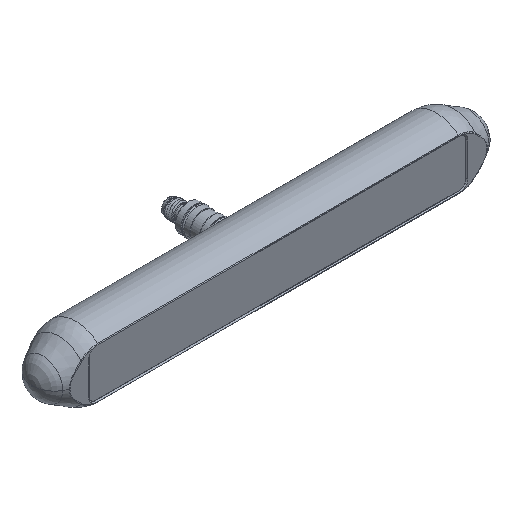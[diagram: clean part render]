
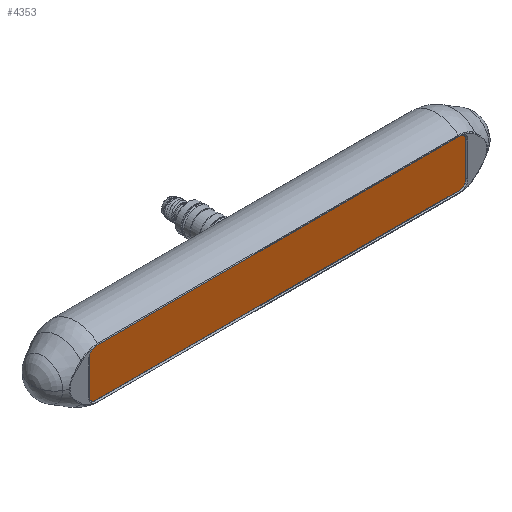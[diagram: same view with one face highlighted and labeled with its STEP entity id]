
A CAD part, isometric view. The second image highlights one B-rep face of the part: STEP entity #4353.
In plain terms, the highlighted planar face has unit normal (0, -1, 0).
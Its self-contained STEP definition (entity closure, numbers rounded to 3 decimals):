
#122 = LINE ( 'NONE', #4955, #4374 ) ;
#156 = CARTESIAN_POINT ( 'NONE',  ( 83.793, -11.64, 451.57 ) ) ;
#325 = EDGE_CURVE ( 'NONE', #2784, #760, #383, .T. ) ;
#383 = CIRCLE ( 'NONE', #3293, 2.93 ) ;
#504 = CARTESIAN_POINT ( 'NONE',  ( 83.793, -11.64, 454.5 ) ) ;
#573 = AXIS2_PLACEMENT_3D ( 'NONE', #1932, #3941, #3523 ) ;
#680 = ORIENTED_EDGE ( 'NONE', *, *, #1204, .F. ) ;
#699 = DIRECTION ( 'NONE',  ( -1., 0., 0. ) ) ;
#750 = PLANE ( 'NONE',  #573 ) ;
#760 = VERTEX_POINT ( 'NONE', #1408 ) ;
#810 = AXIS2_PLACEMENT_3D ( 'NONE', #1664, #3355, #1268 ) ;
#877 = CARTESIAN_POINT ( 'NONE',  ( -84.207, -11.64, 436.43 ) ) ;
#1020 = ORIENTED_EDGE ( 'NONE', *, *, #1749, .T. ) ;
#1022 = EDGE_CURVE ( 'NONE', #2603, #760, #4076, .T. ) ;
#1061 = CARTESIAN_POINT ( 'NONE',  ( -84.207, -11.64, 433.5 ) ) ;
#1178 = EDGE_CURVE ( 'NONE', #1374, #2265, #2289, .T. ) ;
#1204 = EDGE_CURVE ( 'NONE', #1374, #1415, #122, .T. ) ;
#1268 = DIRECTION ( 'NONE',  ( 1., 0., 0. ) ) ;
#1374 = VERTEX_POINT ( 'NONE', #877 ) ;
#1384 = CARTESIAN_POINT ( 'NONE',  ( -81.277, -11.64, 451.57 ) ) ;
#1408 = CARTESIAN_POINT ( 'NONE',  ( 83.793, -11.64, 436.43 ) ) ;
#1410 = CARTESIAN_POINT ( 'NONE',  ( 80.863, -11.64, 433.5 ) ) ;
#1415 = VERTEX_POINT ( 'NONE', #2474 ) ;
#1461 = EDGE_CURVE ( 'NONE', #2654, #3854, #4921, .T. ) ;
#1540 = CARTESIAN_POINT ( 'NONE',  ( 80.863, -11.64, 436.43 ) ) ;
#1664 = CARTESIAN_POINT ( 'NONE',  ( -81.277, -11.64, 436.43 ) ) ;
#1749 = EDGE_CURVE ( 'NONE', #2603, #3854, #3968, .T. ) ;
#1758 = CARTESIAN_POINT ( 'NONE',  ( -84.207, -11.64, 454.5 ) ) ;
#1932 = CARTESIAN_POINT ( 'NONE',  ( 83.793, -11.64, 433.5 ) ) ;
#2263 = FACE_OUTER_BOUND ( 'NONE', #2951, .T. ) ;
#2265 = VERTEX_POINT ( 'NONE', #2687 ) ;
#2289 = CIRCLE ( 'NONE', #810, 2.93 ) ;
#2354 = ORIENTED_EDGE ( 'NONE', *, *, #3245, .F. ) ;
#2388 = DIRECTION ( 'NONE',  ( 0., 0., -1. ) ) ;
#2404 = CARTESIAN_POINT ( 'NONE',  ( 80.863, -11.64, 454.5 ) ) ;
#2474 = CARTESIAN_POINT ( 'NONE',  ( -84.207, -11.64, 451.57 ) ) ;
#2603 = VERTEX_POINT ( 'NONE', #156 ) ;
#2654 = VERTEX_POINT ( 'NONE', #2926 ) ;
#2660 = ORIENTED_EDGE ( 'NONE', *, *, #4613, .T. ) ;
#2675 = ORIENTED_EDGE ( 'NONE', *, *, #1178, .T. ) ;
#2687 = CARTESIAN_POINT ( 'NONE',  ( -81.277, -11.64, 433.5 ) ) ;
#2784 = VERTEX_POINT ( 'NONE', #1410 ) ;
#2808 = DIRECTION ( 'NONE',  ( 1., 0., 0. ) ) ;
#2926 = CARTESIAN_POINT ( 'NONE',  ( -81.277, -11.64, 454.5 ) ) ;
#2951 = EDGE_LOOP ( 'NONE', ( #680, #2675, #2354, #4484, #3137, #1020, #4855, #2660 ) ) ;
#2959 = DIRECTION ( 'NONE',  ( 1., 0., 0. ) ) ;
#3032 = LINE ( 'NONE', #1061, #4979 ) ;
#3047 = VECTOR ( 'NONE', #2388, 1000. ) ;
#3137 = ORIENTED_EDGE ( 'NONE', *, *, #1022, .F. ) ;
#3138 = DIRECTION ( 'NONE',  ( 1., 0., 0. ) ) ;
#3245 = EDGE_CURVE ( 'NONE', #2784, #2265, #3032, .T. ) ;
#3293 = AXIS2_PLACEMENT_3D ( 'NONE', #1540, #4854, #3138 ) ;
#3355 = DIRECTION ( 'NONE',  ( 0., -1., 0. ) ) ;
#3386 = CARTESIAN_POINT ( 'NONE',  ( 80.863, -11.64, 451.57 ) ) ;
#3523 = DIRECTION ( 'NONE',  ( 1., 0., 0. ) ) ;
#3854 = VERTEX_POINT ( 'NONE', #2404 ) ;
#3941 = DIRECTION ( 'NONE',  ( 0., 1., 0. ) ) ;
#3968 = CIRCLE ( 'NONE', #4467, 2.93 ) ;
#4076 = LINE ( 'NONE', #504, #3047 ) ;
#4190 = DIRECTION ( 'NONE',  ( 0., -1., 0. ) ) ;
#4310 = AXIS2_PLACEMENT_3D ( 'NONE', #1384, #4608, #2959 ) ;
#4353 = ADVANCED_FACE ( 'NONE', ( #2263 ), #750, .F. ) ;
#4374 = VECTOR ( 'NONE', #4844, 1000. ) ;
#4467 = AXIS2_PLACEMENT_3D ( 'NONE', #3386, #4190, #4989 ) ;
#4484 = ORIENTED_EDGE ( 'NONE', *, *, #325, .T. ) ;
#4608 = DIRECTION ( 'NONE',  ( 0., -1., 0. ) ) ;
#4613 = EDGE_CURVE ( 'NONE', #2654, #1415, #4905, .T. ) ;
#4723 = VECTOR ( 'NONE', #2808, 1000. ) ;
#4844 = DIRECTION ( 'NONE',  ( 0., 0., 1. ) ) ;
#4854 = DIRECTION ( 'NONE',  ( 0., -1., 0. ) ) ;
#4855 = ORIENTED_EDGE ( 'NONE', *, *, #1461, .F. ) ;
#4905 = CIRCLE ( 'NONE', #4310, 2.93 ) ;
#4921 = LINE ( 'NONE', #1758, #4723 ) ;
#4955 = CARTESIAN_POINT ( 'NONE',  ( -84.207, -11.64, 454.5 ) ) ;
#4979 = VECTOR ( 'NONE', #699, 1000. ) ;
#4989 = DIRECTION ( 'NONE',  ( 1., 0., 0. ) ) ;
